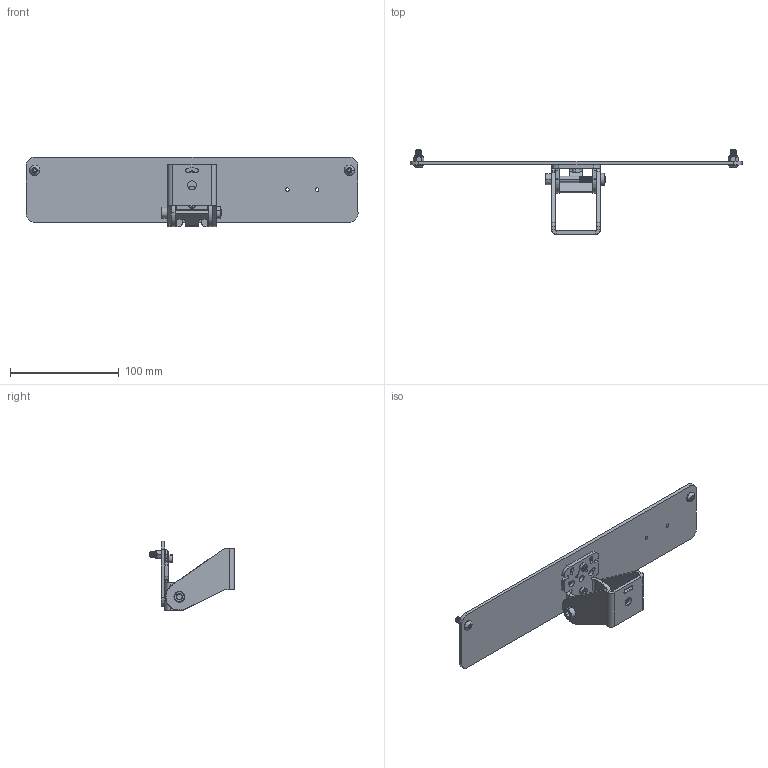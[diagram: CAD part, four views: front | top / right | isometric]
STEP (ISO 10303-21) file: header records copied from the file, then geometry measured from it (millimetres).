
FILE_DESCRIPTION (( 'STEP AP203' ), '1' );
FILE_NAME ('PTU-LB.STEP', '2022-08-09T16:32:26', ( '' ), ( '' ), 'SwSTEP 2.0', 'SolidWorks 2021', '' );
FILE_SCHEMA (( 'CONFIG_CONTROL_DESIGN' ));
Length unit declared in the file: inch
Products named in the file (10): 200302; 91292A107_91292A107; PTU-LB; 200535; 92095A211; SP-M6-1; 91292A144_91292A144; 200301; 93625A200; 200300_BOM
Assembly tree (12 placements, depth 3):
  PTU-LB
    200300_BOM
      200301
      SP-M6-1
    200302
    91292A144_91292A144
    200535
    91292A107_91292A107  x2
    92095A211  x2
    93625A200  x2
Bounding box: 306 x 78.3 x 64.39 mm (x, y, z)
Volume: 90264 mm3; surface area: 64007.3 mm2
Topology: 13 solids, 13 shells, 943 faces, 2532 edges, 1634 vertices
Faces by surface type: cylinder 567, plane 235, cone 116, bspline 17, sphere 4, torus 4
Entity records: 32471 total; most frequent: CARTESIAN_POINT 13306, ORIENTED_EDGE 3976, DIRECTION 3717, EDGE_CURVE 1988, AXIS2_PLACEMENT_3D 1395, VERTEX_POINT 1288, VECTOR 927, LINE 927
